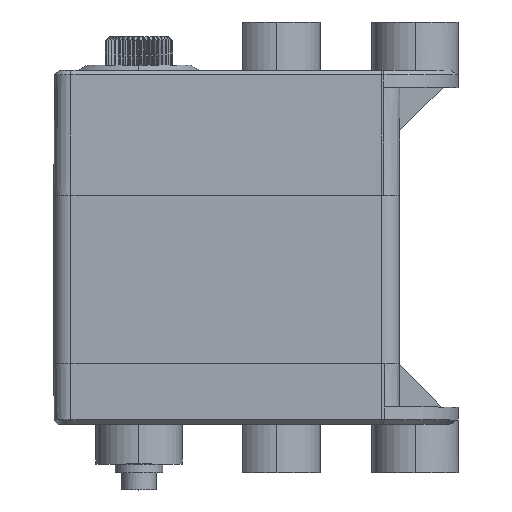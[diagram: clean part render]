
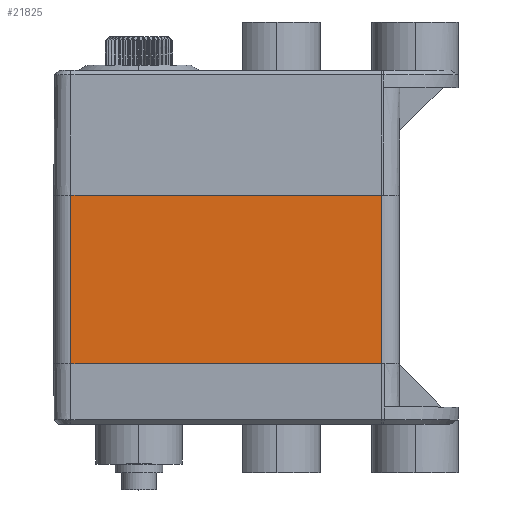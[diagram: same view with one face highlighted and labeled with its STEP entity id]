
A CAD part, top view. The second image highlights one B-rep face of the part: STEP entity #21825.
In plain terms, the highlighted planar face has unit normal (0, 0, 1).
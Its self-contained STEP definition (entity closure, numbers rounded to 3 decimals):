
#7343 = CARTESIAN_POINT ( 'NONE',  ( 18., 24.5, 10. ) ) ;
#8242 = CARTESIAN_POINT ( 'NONE',  ( 18., 24.5, 10. ) ) ;
#9362 = CARTESIAN_POINT ( 'NONE',  ( -18., 5., 10. ) ) ;
#11133 = EDGE_CURVE ( 'NONE', #91904, #72261, #78983, .T. ) ;
#18690 = DIRECTION ( 'NONE',  ( -1., 0., 0. ) ) ;
#21825 = ADVANCED_FACE ( 'NONE', ( #49088 ), #65148, .T. ) ;
#21992 = CARTESIAN_POINT ( 'NONE',  ( -18., 24.5, 10. ) ) ;
#34465 = VERTEX_POINT ( 'NONE', #7343 ) ;
#38081 = CARTESIAN_POINT ( 'NONE',  ( 18., 5., 10. ) ) ;
#42302 = ORIENTED_EDGE ( 'NONE', *, *, #79869, .T. ) ;
#47651 = DIRECTION ( 'NONE',  ( -1., 0., 0. ) ) ;
#48765 = CARTESIAN_POINT ( 'NONE',  ( 18., 5., 10. ) ) ;
#49088 = FACE_OUTER_BOUND ( 'NONE', #128315, .T. ) ;
#56591 = DIRECTION ( 'NONE',  ( 0., 0., 1. ) ) ;
#65148 = PLANE ( 'NONE',  #130043 ) ;
#70160 = LINE ( 'NONE', #118287, #125487 ) ;
#72261 = VERTEX_POINT ( 'NONE', #9362 ) ;
#76623 = LINE ( 'NONE', #8242, #128624 ) ;
#78983 = LINE ( 'NONE', #38081, #134165 ) ;
#79869 = EDGE_CURVE ( 'NONE', #123337, #72261, #109059, .T. ) ;
#81385 = VECTOR ( 'NONE', #115528, 1000. ) ;
#91904 = VERTEX_POINT ( 'NONE', #48765 ) ;
#96247 = EDGE_CURVE ( 'NONE', #34465, #123337, #76623, .T. ) ;
#109059 = LINE ( 'NONE', #21992, #81385 ) ;
#110232 = CARTESIAN_POINT ( 'NONE',  ( -18., 24.5, 10. ) ) ;
#115528 = DIRECTION ( 'NONE',  ( 0., -1., 0. ) ) ;
#118287 = CARTESIAN_POINT ( 'NONE',  ( 18., 24.5, 10. ) ) ;
#118806 = CARTESIAN_POINT ( 'NONE',  ( 18., 24.5, 10. ) ) ;
#118986 = ORIENTED_EDGE ( 'NONE', *, *, #125538, .F. ) ;
#123337 = VERTEX_POINT ( 'NONE', #110232 ) ;
#125487 = VECTOR ( 'NONE', #128716, 1000. ) ;
#125538 = EDGE_CURVE ( 'NONE', #34465, #91904, #70160, .T. ) ;
#128315 = EDGE_LOOP ( 'NONE', ( #131017, #118986, #131704, #42302 ) ) ;
#128624 = VECTOR ( 'NONE', #18690, 1000. ) ;
#128716 = DIRECTION ( 'NONE',  ( 0., -1., 0. ) ) ;
#129236 = DIRECTION ( 'NONE',  ( 1., 0., 0. ) ) ;
#130043 = AXIS2_PLACEMENT_3D ( 'NONE', #118806, #56591, #129236 ) ;
#131017 = ORIENTED_EDGE ( 'NONE', *, *, #11133, .F. ) ;
#131704 = ORIENTED_EDGE ( 'NONE', *, *, #96247, .T. ) ;
#134165 = VECTOR ( 'NONE', #47651, 1000. ) ;
